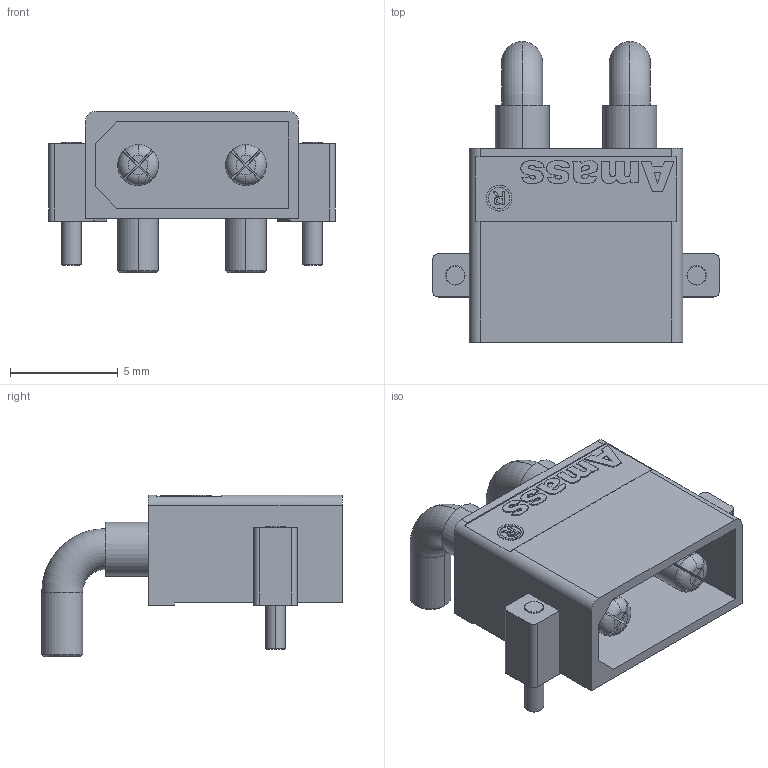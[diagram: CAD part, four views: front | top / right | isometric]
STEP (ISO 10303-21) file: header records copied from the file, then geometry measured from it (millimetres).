
FILE_DESCRIPTION (( 'STEP AP214' ), '1' );
FILE_NAME ('XT30PW-M.STEP', '2021-05-06T06:55:28', ( '' ), ( '' ), 'SwSTEP 2.0', 'SolidWorks 2018', '' );
FILE_SCHEMA (( 'AUTOMOTIVE_DESIGN' ));
Length unit declared in the file: millimetre
Products named in the file (1): XT30PW-M
Bounding box: 13.3 x 13.95 x 7.5 mm (x, y, z)
Volume: 309.3 mm3; surface area: 862.5 mm2
Topology: 1 solids, 1 shells, 300 faces, 757 edges, 500 vertices
Faces by surface type: plane 186, bspline 44, cylinder 42, torus 16, cone 12
Entity records: 13494 total; most frequent: CARTESIAN_POINT 5865, ORIENTED_EDGE 1514, DIRECTION 1111, EDGE_CURVE 757, VERTEX_POINT 500, AXIS2_PLACEMENT_3D 387, EDGE_LOOP 341, VECTOR 337
